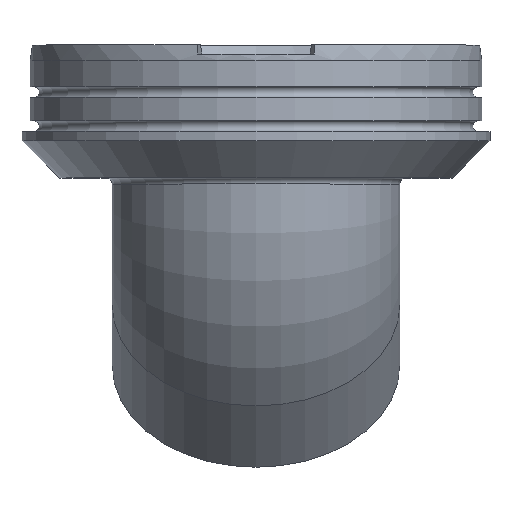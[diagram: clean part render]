
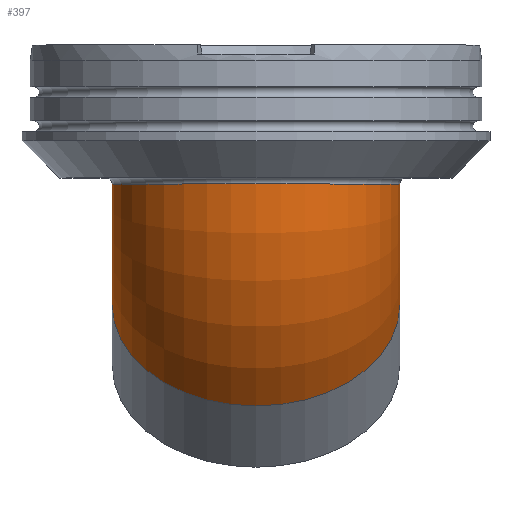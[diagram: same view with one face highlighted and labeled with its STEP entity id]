
A CAD part, top view. The second image highlights one B-rep face of the part: STEP entity #397.
In plain terms, the highlighted toroidal (fillet/blend) face has major radius 55 mm and minor radius 46.5 mm.
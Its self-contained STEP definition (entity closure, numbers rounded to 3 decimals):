
#93=FACE_OUTER_BOUND('',#122,.T.);
#122=EDGE_LOOP('',(#333,#334,#335,#336,#337));
#140=CIRCLE('',#431,46.5);
#164=CIRCLE('',#468,46.5);
#165=CIRCLE('',#469,46.5);
#166=CIRCLE('',#471,8.5);
#177=VERTEX_POINT('',#644);
#202=VERTEX_POINT('',#719);
#203=VERTEX_POINT('',#721);
#212=EDGE_CURVE('',#177,#177,#140,.T.);
#250=EDGE_CURVE('',#202,#203,#164,.T.);
#251=EDGE_CURVE('',#203,#202,#165,.T.);
#252=EDGE_CURVE('',#203,#177,#166,.T.);
#333=ORIENTED_EDGE('',*,*,#251,.F.);
#334=ORIENTED_EDGE('',*,*,#252,.T.);
#335=ORIENTED_EDGE('',*,*,#212,.T.);
#336=ORIENTED_EDGE('',*,*,#252,.F.);
#337=ORIENTED_EDGE('',*,*,#250,.F.);
#380=TOROIDAL_SURFACE('',#470,55.,46.5);
#397=ADVANCED_FACE('',(#93),#380,.T.);
#431=AXIS2_PLACEMENT_3D('',#645,#498,#499);
#468=AXIS2_PLACEMENT_3D('',#722,#586,#587);
#469=AXIS2_PLACEMENT_3D('',#723,#588,#589);
#470=AXIS2_PLACEMENT_3D('',#724,#590,#591);
#471=AXIS2_PLACEMENT_3D('',#725,#592,#593);
#498=DIRECTION('center_axis',(0.,-1.,0.));
#499=DIRECTION('ref_axis',(1.,0.,0.));
#586=DIRECTION('center_axis',(0.,-0.707,-0.707));
#587=DIRECTION('ref_axis',(1.,0.,0.));
#588=DIRECTION('center_axis',(0.,-0.707,-0.707));
#589=DIRECTION('ref_axis',(1.,0.,0.));
#590=DIRECTION('center_axis',(1.,0.,0.));
#591=DIRECTION('ref_axis',(0.,0.,-1.));
#592=DIRECTION('center_axis',(-1.,0.,0.));
#593=DIRECTION('ref_axis',(0.,0.,-1.));
#644=CARTESIAN_POINT('',(0.,-45.,-46.5));
#645=CARTESIAN_POINT('Origin',(0.,-45.,0.));
#719=CARTESIAN_POINT('',(-46.5,-83.891,-16.109));
#721=CARTESIAN_POINT('',(0.,-51.01,-48.99));
#722=CARTESIAN_POINT('Origin',(0.,-83.891,-16.109));
#723=CARTESIAN_POINT('Origin',(0.,-83.891,-16.109));
#724=CARTESIAN_POINT('Origin',(0.,-45.,-55.));
#725=CARTESIAN_POINT('Origin',(0.,-45.,-55.));
